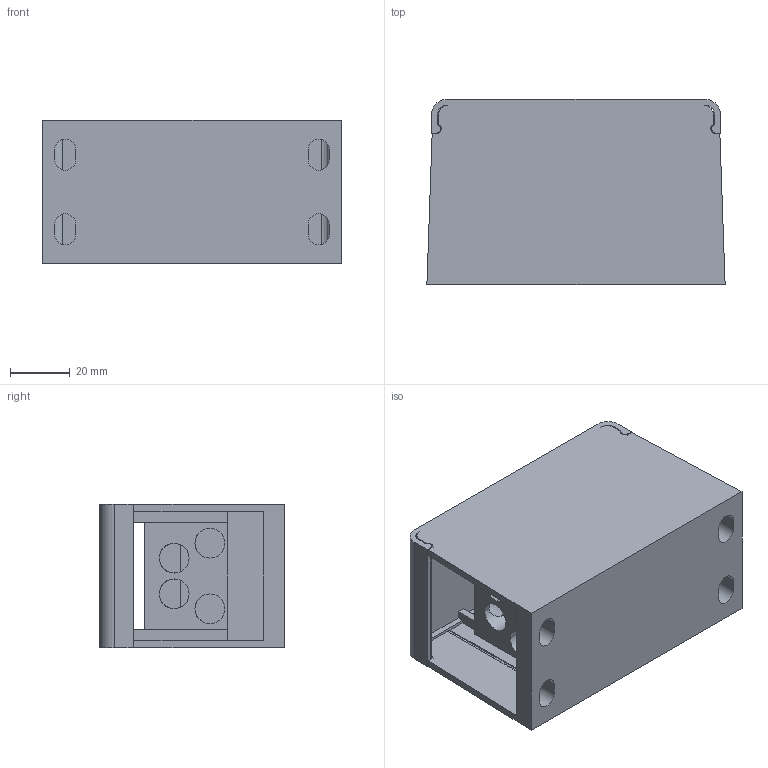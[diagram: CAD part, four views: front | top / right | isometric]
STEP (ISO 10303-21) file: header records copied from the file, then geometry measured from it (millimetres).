
FILE_DESCRIPTION((''),'2;1');
FILE_NAME('UJFX1-120_ASM','2024-01-18T',('dell'),(''),'PRO/ENGINEER BY PARAMETRIC TECHNOLOGY CORPORATION, 2013230','PRO/ENGINEER BY PARAMETRIC TECHNOLOGY CORPORATION, 2013230','');
FILE_SCHEMA(('AUTOMOTIVE_DESIGN { 1 0 10303 214 1 1 1 1 }'));
Length unit declared in the file: millimetre
Products named in the file (1): UJFX1-120_ASM
Bounding box: 100 x 62 x 48 mm (x, y, z)
Volume: 142516.2 mm3; surface area: 54416.6 mm2
Topology: 1 solids, 1 shells, 182 faces, 527 edges, 340 vertices
Faces by surface type: plane 128, cylinder 54
Entity records: 6236 total; most frequent: CARTESIAN_POINT 1261, ORIENTED_EDGE 1054, DIRECTION 993, EDGE_CURVE 527, VECTOR 401, LINE 401, VERTEX_POINT 340, AXIS2_PLACEMENT_3D 296
